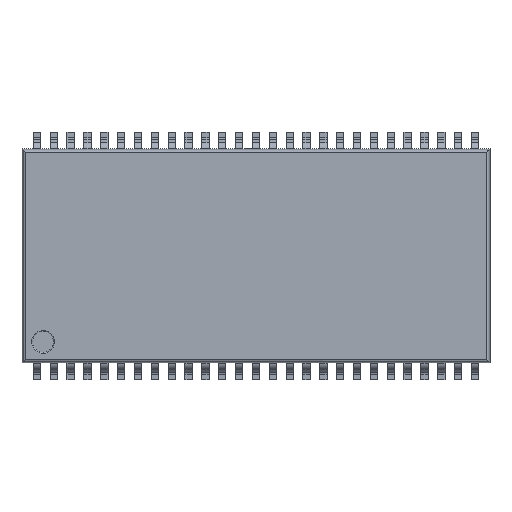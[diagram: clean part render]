
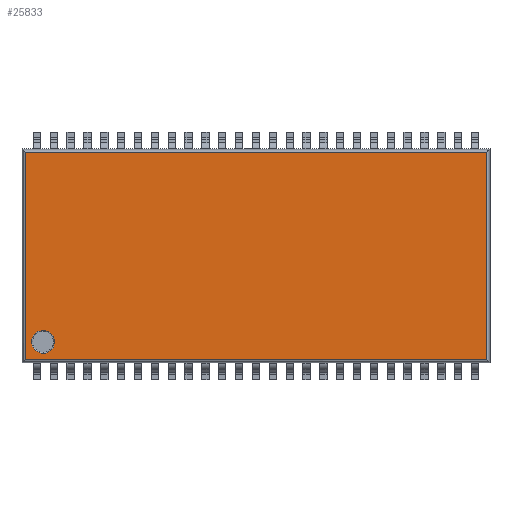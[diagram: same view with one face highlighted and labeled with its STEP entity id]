
A CAD part, top view. The second image highlights one B-rep face of the part: STEP entity #25833.
In plain terms, the highlighted planar face has unit normal (0, 0, 1).
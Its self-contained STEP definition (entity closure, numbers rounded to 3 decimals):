
#25627 = CARTESIAN_POINT ( 'NONE',  ( -10.11, -4.63, 1.2 ) ) ;
#25628 = VERTEX_POINT ( 'NONE', #25627 ) ;
#25636 = CARTESIAN_POINT ( 'NONE',  ( -10.11, -3.53, 1.2 ) ) ;
#25637 = VERTEX_POINT ( 'NONE', #25636 ) ;
#25638 = CARTESIAN_POINT ( 'NONE',  ( -10.11, -4.08, 1.2 ) ) ;
#25639 = DIRECTION ( 'NONE',  ( 0., 0., -1. ) ) ;
#25640 = DIRECTION ( 'NONE',  ( 0., 1., 0. ) ) ;
#25641 = AXIS2_PLACEMENT_3D ( 'NONE', #25638, #25639, #25640 ) ;
#25642 = CIRCLE ( 'NONE', #25641, 0.55) ;
#25643 = EDGE_CURVE ( 'NONE', #25637, #25628, #25642, .T. ) ;
#25784 = ORIENTED_EDGE ( 'NONE', *, *, #25643, .T. ) ;
#25785 = CARTESIAN_POINT ( 'NONE',  ( -10.11, -4.08, 1.2 ) ) ;
#25786 = DIRECTION ( 'NONE',  ( 0., 0., -1. ) ) ;
#25787 = DIRECTION ( 'NONE',  ( 0., 1., 0. ) ) ;
#25788 = AXIS2_PLACEMENT_3D ( 'NONE', #25785, #25786, #25787 ) ;
#25789 = CIRCLE ( 'NONE', #25788, 0.55) ;
#25790 = EDGE_CURVE ( 'NONE', #25628, #25637, #25789, .T. ) ;
#25791 = ORIENTED_EDGE ( 'NONE', *, *, #25790, .T. ) ;
#25792 = EDGE_LOOP ( 'NONE', ( #25784, #25791 ) ) ;
#25793 = FACE_BOUND ( 'NONE', #25792, .T. ) ;
#25794 = CARTESIAN_POINT ( 'NONE',  ( 10.956, -4.926, 1.2 ) ) ;
#25795 = VERTEX_POINT ( 'NONE', #25794 ) ;
#25796 = CARTESIAN_POINT ( 'NONE',  ( 10.956, 4.926, 1.2 ) ) ;
#25797 = VERTEX_POINT ( 'NONE', #25796 ) ;
#25798 = CARTESIAN_POINT ( 'NONE',  ( 10.956, 5.01, 1.2 ) ) ;
#25799 = DIRECTION ( 'NONE',  ( 0., 1., 0. ) ) ;
#25800 = VECTOR ( 'NONE', #25799, 1000. ) ;
#25801 = LINE ( 'NONE', #25798, #25800 ) ;
#25802 = EDGE_CURVE ( 'NONE', #25795, #25797, #25801, .T. ) ;
#25803 = ORIENTED_EDGE ( 'NONE', *, *, #25802, .T. ) ;
#25804 = CARTESIAN_POINT ( 'NONE',  ( -10.956, 4.926, 1.2 ) ) ;
#25805 = VERTEX_POINT ( 'NONE', #25804 ) ;
#25806 = CARTESIAN_POINT ( 'NONE',  ( -11.04, 4.926, 1.2 ) ) ;
#25807 = DIRECTION ( 'NONE',  ( -1., 0., 0. ) ) ;
#25808 = VECTOR ( 'NONE', #25807, 1000. ) ;
#25809 = LINE ( 'NONE', #25806, #25808 ) ;
#25810 = EDGE_CURVE ( 'NONE', #25797, #25805, #25809, .T. ) ;
#25811 = ORIENTED_EDGE ( 'NONE', *, *, #25810, .T. ) ;
#25812 = CARTESIAN_POINT ( 'NONE',  ( -10.956, -4.926, 1.2 ) ) ;
#25813 = VERTEX_POINT ( 'NONE', #25812 ) ;
#25814 = CARTESIAN_POINT ( 'NONE',  ( -10.956, -5.01, 1.2 ) ) ;
#25815 = DIRECTION ( 'NONE',  ( 0., -1., 0. ) ) ;
#25816 = VECTOR ( 'NONE', #25815, 1000. ) ;
#25817 = LINE ( 'NONE', #25814, #25816 ) ;
#25818 = EDGE_CURVE ( 'NONE', #25805, #25813, #25817, .T. ) ;
#25819 = ORIENTED_EDGE ( 'NONE', *, *, #25818, .T. ) ;
#25820 = CARTESIAN_POINT ( 'NONE',  ( 11.04, -4.926, 1.2 ) ) ;
#25821 = DIRECTION ( 'NONE',  ( 1., 0., 0. ) ) ;
#25822 = VECTOR ( 'NONE', #25821, 1000. ) ;
#25823 = LINE ( 'NONE', #25820, #25822 ) ;
#25824 = EDGE_CURVE ( 'NONE', #25813, #25795, #25823, .T. ) ;
#25825 = ORIENTED_EDGE ( 'NONE', *, *, #25824, .T. ) ;
#25826 = EDGE_LOOP ( 'NONE', ( #25803, #25811, #25819, #25825 ) ) ;
#25827 = FACE_OUTER_BOUND ( 'NONE', #25826, .T. ) ;
#25828 = CARTESIAN_POINT ( 'NONE',  ( 0., 0., 1.2 ) ) ;
#25829 = DIRECTION ( 'NONE',  ( 0., 0., -1. ) ) ;
#25830 = DIRECTION ( 'NONE',  ( 0., 1., 0. ) ) ;
#25831 = AXIS2_PLACEMENT_3D ( 'NONE', #25828, #25829, #25830 ) ;
#25832 = PLANE ( 'NONE', #25831 ) ;
#25833 = ADVANCED_FACE ( 'NONE', ( #25793, #25827 ), #25832, .F. ) ;
